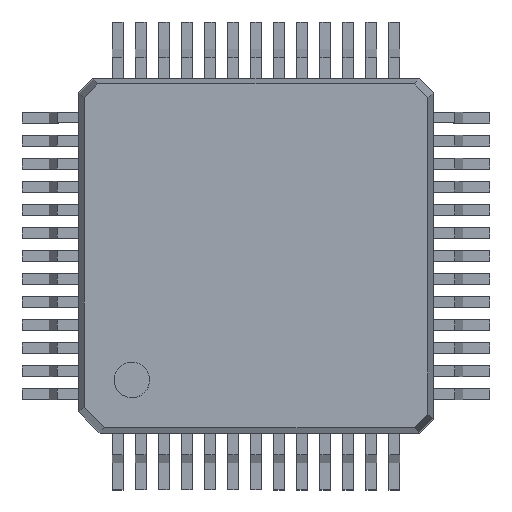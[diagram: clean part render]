
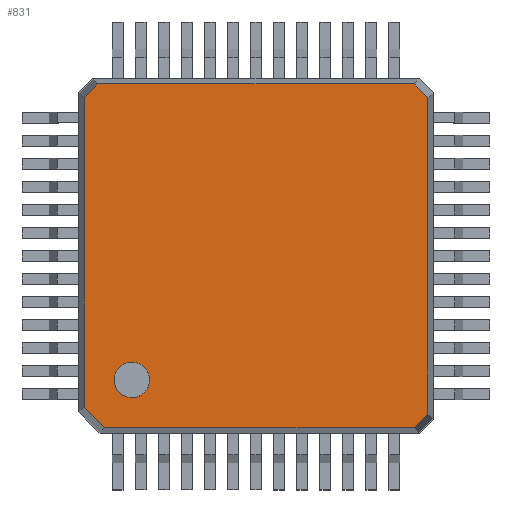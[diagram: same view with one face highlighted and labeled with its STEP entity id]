
A CAD part, top view. The second image highlights one B-rep face of the part: STEP entity #831.
In plain terms, the highlighted free-form (B-spline) face has degree [1, 1] with [2, 2] control points.
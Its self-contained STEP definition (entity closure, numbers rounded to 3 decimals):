
#660 = VERTEX_POINT('',#661);
#661 = CARTESIAN_POINT('',(-4.85,-4.268,2.4));
#668 = VERTEX_POINT('',#669);
#669 = CARTESIAN_POINT('',(-4.85,4.462,2.4));
#674 = EDGE_CURVE('',#660,#668,#675,.T.);
#675 = B_SPLINE_CURVE_WITH_KNOTS('',1,(#676,#677),.UNSPECIFIED.,.F.,.F.,
  (2,2),(0.,9.),.PIECEWISE_BEZIER_KNOTS.);
#676 = CARTESIAN_POINT('',(-4.85,-4.268,2.4));
#677 = CARTESIAN_POINT('',(-4.85,4.462,2.4));
#690 = VERTEX_POINT('',#691);
#691 = CARTESIAN_POINT('',(-4.462,4.85,2.4));
#696 = EDGE_CURVE('',#668,#690,#697,.T.);
#697 = B_SPLINE_CURVE_WITH_KNOTS('',1,(#698,#699),.UNSPECIFIED.,.F.,.F.,
  (2,2),(0.,0.566),.PIECEWISE_BEZIER_KNOTS.);
#698 = CARTESIAN_POINT('',(-4.85,4.462,2.4));
#699 = CARTESIAN_POINT('',(-4.462,4.85,2.4));
#712 = VERTEX_POINT('',#713);
#713 = CARTESIAN_POINT('',(4.462,4.85,2.4));
#718 = EDGE_CURVE('',#690,#712,#719,.T.);
#719 = B_SPLINE_CURVE_WITH_KNOTS('',1,(#720,#721),.UNSPECIFIED.,.F.,.F.,
  (2,2),(0.,9.2),.PIECEWISE_BEZIER_KNOTS.);
#720 = CARTESIAN_POINT('',(-4.462,4.85,2.4));
#721 = CARTESIAN_POINT('',(4.462,4.85,2.4));
#734 = VERTEX_POINT('',#735);
#735 = CARTESIAN_POINT('',(4.85,4.462,2.4));
#740 = EDGE_CURVE('',#712,#734,#741,.T.);
#741 = B_SPLINE_CURVE_WITH_KNOTS('',1,(#742,#743),.UNSPECIFIED.,.F.,.F.,
  (2,2),(0.,0.566),.PIECEWISE_BEZIER_KNOTS.);
#742 = CARTESIAN_POINT('',(4.462,4.85,2.4));
#743 = CARTESIAN_POINT('',(4.85,4.462,2.4));
#756 = VERTEX_POINT('',#757);
#757 = CARTESIAN_POINT('',(4.85,-4.462,2.4));
#762 = EDGE_CURVE('',#734,#756,#763,.T.);
#763 = B_SPLINE_CURVE_WITH_KNOTS('',1,(#764,#765),.UNSPECIFIED.,.F.,.F.,
  (2,2),(0.,9.2),.PIECEWISE_BEZIER_KNOTS.);
#764 = CARTESIAN_POINT('',(4.85,4.462,2.4));
#765 = CARTESIAN_POINT('',(4.85,-4.462,2.4));
#778 = VERTEX_POINT('',#779);
#779 = CARTESIAN_POINT('',(4.462,-4.85,2.4));
#784 = EDGE_CURVE('',#756,#778,#785,.T.);
#785 = B_SPLINE_CURVE_WITH_KNOTS('',1,(#786,#787),.UNSPECIFIED.,.F.,.F.,
  (2,2),(0.,0.566),.PIECEWISE_BEZIER_KNOTS.);
#786 = CARTESIAN_POINT('',(4.85,-4.462,2.4));
#787 = CARTESIAN_POINT('',(4.462,-4.85,2.4));
#800 = VERTEX_POINT('',#801);
#801 = CARTESIAN_POINT('',(-4.268,-4.85,2.4));
#806 = EDGE_CURVE('',#778,#800,#807,.T.);
#807 = B_SPLINE_CURVE_WITH_KNOTS('',1,(#808,#809),.UNSPECIFIED.,.F.,.F.,
  (2,2),(0.,9.),.PIECEWISE_BEZIER_KNOTS.);
#808 = CARTESIAN_POINT('',(4.462,-4.85,2.4));
#809 = CARTESIAN_POINT('',(-4.268,-4.85,2.4));
#822 = EDGE_CURVE('',#800,#660,#823,.T.);
#823 = B_SPLINE_CURVE_WITH_KNOTS('',1,(#824,#825),.UNSPECIFIED.,.F.,.F.,
  (2,2),(0.,0.849),.PIECEWISE_BEZIER_KNOTS.);
#824 = CARTESIAN_POINT('',(-4.268,-4.85,2.4));
#825 = CARTESIAN_POINT('',(-4.85,-4.268,2.4));
#831 = ADVANCED_FACE('',(#832,#842),#924,.F.);
#832 = FACE_BOUND('',#833,.F.);
#833 = EDGE_LOOP('',(#834,#835,#836,#837,#838,#839,#840,#841));
#834 = ORIENTED_EDGE('',*,*,#822,.T.);
#835 = ORIENTED_EDGE('',*,*,#674,.T.);
#836 = ORIENTED_EDGE('',*,*,#696,.T.);
#837 = ORIENTED_EDGE('',*,*,#718,.T.);
#838 = ORIENTED_EDGE('',*,*,#740,.T.);
#839 = ORIENTED_EDGE('',*,*,#762,.T.);
#840 = ORIENTED_EDGE('',*,*,#784,.T.);
#841 = ORIENTED_EDGE('',*,*,#806,.T.);
#842 = FACE_BOUND('',#843,.F.);
#843 = EDGE_LOOP('',(#844,#913));
#844 = ORIENTED_EDGE('',*,*,#845,.T.);
#845 = EDGE_CURVE('',#846,#848,#850,.T.);
#846 = VERTEX_POINT('',#847);
#847 = CARTESIAN_POINT('',(-3.,-3.5,2.4));
#848 = VERTEX_POINT('',#849);
#849 = CARTESIAN_POINT('',(-3.011,-3.605,2.4));
#850 = B_SPLINE_CURVE_WITH_KNOTS('',7,(#851,#852,#853,#854,#855,#856,
    #857,#858,#859,#860,#861,#862,#863,#864,#865,#866,#867,#868,#869,
    #870,#871,#872,#873,#874,#875,#876,#877,#878,#879,#880,#881,#882,
    #883,#884,#885,#886,#887,#888,#889,#890,#891,#892,#893,#894,#895,
    #896,#897,#898,#899,#900,#901,#902,#903,#904,#905,#906,#907,#908,
    #909,#910,#911,#912),.UNSPECIFIED.,.F.,.F.,(8,6,6,6,6,6,6,6,6,6,8),(
    0.,0.131,0.265,0.353,0.434,
    0.523,0.603,0.713,0.781,
    0.841,1.),.UNSPECIFIED.);
#851 = CARTESIAN_POINT('',(-3.,-3.5,2.4));
#852 = CARTESIAN_POINT('',(-3.,-3.443,2.4));
#853 = CARTESIAN_POINT('',(-3.008,-3.386,2.4));
#854 = CARTESIAN_POINT('',(-3.023,-3.331,2.4));
#855 = CARTESIAN_POINT('',(-3.045,-3.277,2.4));
#856 = CARTESIAN_POINT('',(-3.074,-3.227,2.4));
#857 = CARTESIAN_POINT('',(-3.11,-3.182,2.4));
#858 = CARTESIAN_POINT('',(-3.192,-3.102,2.4));
#859 = CARTESIAN_POINT('',(-3.239,-3.067,2.4));
#860 = CARTESIAN_POINT('',(-3.29,-3.039,2.4));
#861 = CARTESIAN_POINT('',(-3.345,-3.017,2.4));
#862 = CARTESIAN_POINT('',(-3.403,-3.004,2.4));
#863 = CARTESIAN_POINT('',(-3.461,-2.998,2.4));
#864 = CARTESIAN_POINT('',(-3.557,-3.002,2.4));
#865 = CARTESIAN_POINT('',(-3.595,-3.007,2.4));
#866 = CARTESIAN_POINT('',(-3.632,-3.015,2.4));
#867 = CARTESIAN_POINT('',(-3.669,-3.026,2.4));
#868 = CARTESIAN_POINT('',(-3.704,-3.041,2.4));
#869 = CARTESIAN_POINT('',(-3.738,-3.059,2.4));
#870 = CARTESIAN_POINT('',(-3.8,-3.098,2.4));
#871 = CARTESIAN_POINT('',(-3.828,-3.12,2.4));
#872 = CARTESIAN_POINT('',(-3.854,-3.143,2.4));
#873 = CARTESIAN_POINT('',(-3.878,-3.169,2.4));
#874 = CARTESIAN_POINT('',(-3.9,-3.197,2.4));
#875 = CARTESIAN_POINT('',(-3.92,-3.226,2.4));
#876 = CARTESIAN_POINT('',(-3.956,-3.291,2.4));
#877 = CARTESIAN_POINT('',(-3.972,-3.327,2.4));
#878 = CARTESIAN_POINT('',(-3.984,-3.363,2.4));
#879 = CARTESIAN_POINT('',(-3.993,-3.401,2.4));
#880 = CARTESIAN_POINT('',(-3.999,-3.44,2.4));
#881 = CARTESIAN_POINT('',(-4.001,-3.479,2.4));
#882 = CARTESIAN_POINT('',(-3.998,-3.552,2.4));
#883 = CARTESIAN_POINT('',(-3.994,-3.587,2.4));
#884 = CARTESIAN_POINT('',(-3.988,-3.621,2.4));
#885 = CARTESIAN_POINT('',(-3.978,-3.654,2.4));
#886 = CARTESIAN_POINT('',(-3.966,-3.687,2.4));
#887 = CARTESIAN_POINT('',(-3.951,-3.719,2.4));
#888 = CARTESIAN_POINT('',(-3.91,-3.79,2.4));
#889 = CARTESIAN_POINT('',(-3.882,-3.829,2.4));
#890 = CARTESIAN_POINT('',(-3.849,-3.864,2.4));
#891 = CARTESIAN_POINT('',(-3.813,-3.896,2.4));
#892 = CARTESIAN_POINT('',(-3.773,-3.923,2.4));
#893 = CARTESIAN_POINT('',(-3.731,-3.946,2.4));
#894 = CARTESIAN_POINT('',(-3.659,-3.975,2.4));
#895 = CARTESIAN_POINT('',(-3.632,-3.984,2.4));
#896 = CARTESIAN_POINT('',(-3.603,-3.991,2.4));
#897 = CARTESIAN_POINT('',(-3.574,-3.996,2.4));
#898 = CARTESIAN_POINT('',(-3.545,-3.999,2.4));
#899 = CARTESIAN_POINT('',(-3.516,-4.001,2.4));
#900 = CARTESIAN_POINT('',(-3.46,-3.999,2.4));
#901 = CARTESIAN_POINT('',(-3.434,-3.997,2.4));
#902 = CARTESIAN_POINT('',(-3.408,-3.993,2.4));
#903 = CARTESIAN_POINT('',(-3.382,-3.987,2.4));
#904 = CARTESIAN_POINT('',(-3.357,-3.98,2.4));
#905 = CARTESIAN_POINT('',(-3.332,-3.972,2.4));
#906 = CARTESIAN_POINT('',(-3.244,-3.935,2.4));
#907 = CARTESIAN_POINT('',(-3.185,-3.898,2.4));
#908 = CARTESIAN_POINT('',(-3.132,-3.852,2.4));
#909 = CARTESIAN_POINT('',(-3.087,-3.798,2.4));
#910 = CARTESIAN_POINT('',(-3.051,-3.737,2.4));
#911 = CARTESIAN_POINT('',(-3.026,-3.672,2.4));
#912 = CARTESIAN_POINT('',(-3.011,-3.605,2.4));
#913 = ORIENTED_EDGE('',*,*,#914,.T.);
#914 = EDGE_CURVE('',#848,#846,#915,.T.);
#915 = B_SPLINE_CURVE_WITH_KNOTS('',7,(#916,#917,#918,#919,#920,#921,
    #922,#923),.UNSPECIFIED.,.F.,.F.,(8,8),(0.,1.),
  .PIECEWISE_BEZIER_KNOTS.);
#916 = CARTESIAN_POINT('',(-3.011,-3.605,2.4));
#917 = CARTESIAN_POINT('',(-3.008,-3.59,2.4));
#918 = CARTESIAN_POINT('',(-3.005,-3.575,2.4));
#919 = CARTESIAN_POINT('',(-3.003,-3.56,2.4));
#920 = CARTESIAN_POINT('',(-3.002,-3.545,2.4));
#921 = CARTESIAN_POINT('',(-3.001,-3.53,2.4));
#922 = CARTESIAN_POINT('',(-3.,-3.515,2.4));
#923 = CARTESIAN_POINT('',(-3.,-3.5,2.4));
#924 = B_SPLINE_SURFACE_WITH_KNOTS('',1,1,(
    (#925,#926)
    ,(#927,#928
    )),.UNSPECIFIED.,.F.,.F.,.F.,(2,2),(2,2),(-4.984,
    5.016),(-5.016,4.984),
  .PIECEWISE_BEZIER_KNOTS.);
#925 = CARTESIAN_POINT('',(4.85,-4.85,2.4));
#926 = CARTESIAN_POINT('',(4.85,4.85,2.4));
#927 = CARTESIAN_POINT('',(-4.85,-4.85,2.4));
#928 = CARTESIAN_POINT('',(-4.85,4.85,2.4));
